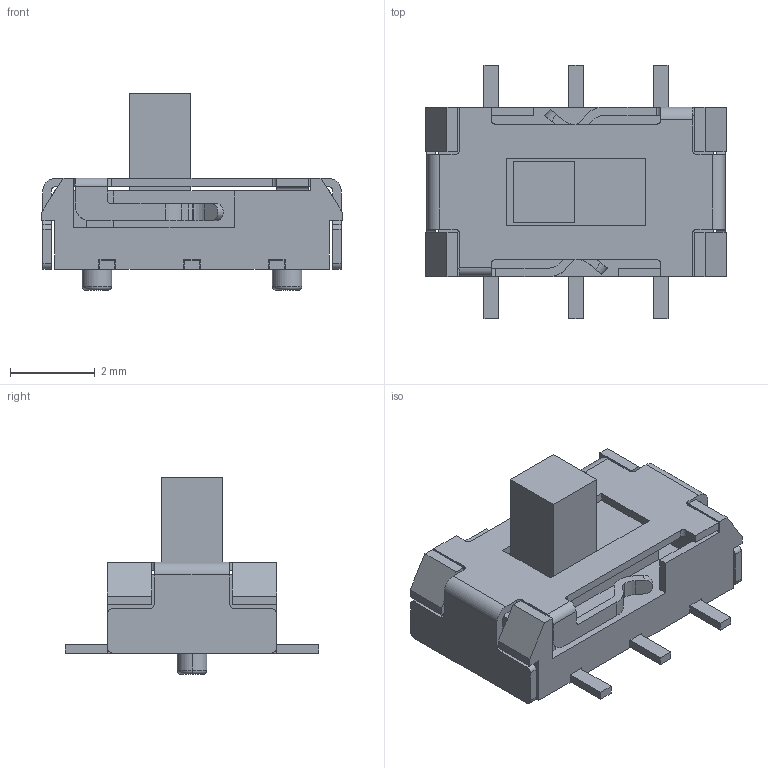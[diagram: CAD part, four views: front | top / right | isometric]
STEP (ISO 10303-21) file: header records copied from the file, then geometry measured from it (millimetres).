
FILE_DESCRIPTION(('FreeCAD Model'),'2;1');
FILE_NAME('Open CASCADE Shape Model','2023-09-14T16:54:57',('Author'),( ''),'Open CASCADE STEP processor 7.6','FreeCAD','Unknown');
FILE_SCHEMA(('AUTOMOTIVE_DESIGN { 1 0 10303 214 1 1 1 1 }'));
Length unit declared in the file: millimetre
Products named in the file (10): PCBModel; SW1; SW-SMD_MS-22D28-G020; SOLID; SOLID001; SOLID002; SOLID003; SOLID004; SOLID005; SOLID006
Assembly tree (9 placements, depth 4):
  PCBModel
    SW1
      SW-SMD_MS-22D28-G020
        SOLID
        SOLID001
        SOLID002
        SOLID003
        SOLID004
        SOLID005
        SOLID006
Bounding box: 7.1 x 6 x 4.65 mm (x, y, z)
Volume: 49.8 mm3; surface area: 209.3 mm2
Topology: 7 solids, 7 shells, 332 faces, 906 edges, 597 vertices
Faces by surface type: plane 278, cylinder 50, torus 4
Entity records: 12666 total; most frequent: CARTESIAN_POINT 1845, ORIENTED_EDGE 1812, DIRECTION 1700, EDGE_CURVE 906, LINE 796, VECTOR 796, VERTEX_POINT 597, AXIS2_PLACEMENT_3D 452
